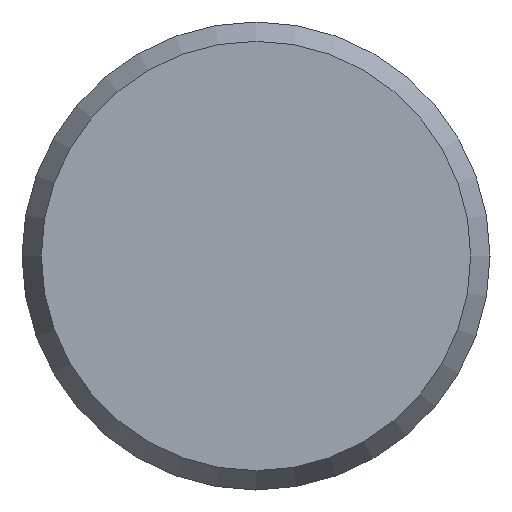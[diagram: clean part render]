
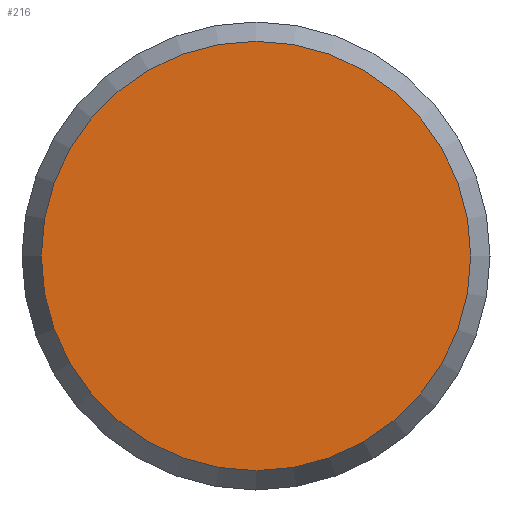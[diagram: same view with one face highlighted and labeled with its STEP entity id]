
A CAD part, left-side view. The second image highlights one B-rep face of the part: STEP entity #216.
In plain terms, the highlighted planar face has unit normal (-1, 0, 0).
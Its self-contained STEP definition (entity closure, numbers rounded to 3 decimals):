
#12 = DIRECTION ( 'NONE',  ( -1., 0., 0. ) ) ;
#16 = AXIS2_PLACEMENT_3D ( 'NONE', #129, #12, #63 ) ;
#41 = VERTEX_POINT ( 'NONE', #187 ) ;
#52 = EDGE_LOOP ( 'NONE', ( #89 ) ) ;
#63 = DIRECTION ( 'NONE',  ( 0., 0., 1. ) ) ;
#82 = CIRCLE ( 'NONE', #16, 6.423 ) ;
#89 = ORIENTED_EDGE ( 'NONE', *, *, #157, .T. ) ;
#90 = CARTESIAN_POINT ( 'NONE',  ( -17.5, 6.423, 0. ) ) ;
#104 = FACE_OUTER_BOUND ( 'NONE', #52, .T. ) ;
#105 = DIRECTION ( 'NONE',  ( 0., 0., -1. ) ) ;
#127 = DIRECTION ( 'NONE',  ( 1., 0., 0. ) ) ;
#129 = CARTESIAN_POINT ( 'NONE',  ( -17.5, 0., 0. ) ) ;
#157 = EDGE_CURVE ( 'NONE', #41, #41, #82, .T. ) ;
#187 = CARTESIAN_POINT ( 'NONE',  ( -17.5, 0., 6.423 ) ) ;
#216 = ADVANCED_FACE ( 'NONE', ( #104 ), #295, .F. ) ;
#278 = AXIS2_PLACEMENT_3D ( 'NONE', #90, #127, #105 ) ;
#295 = PLANE ( 'NONE',  #278 ) ;
